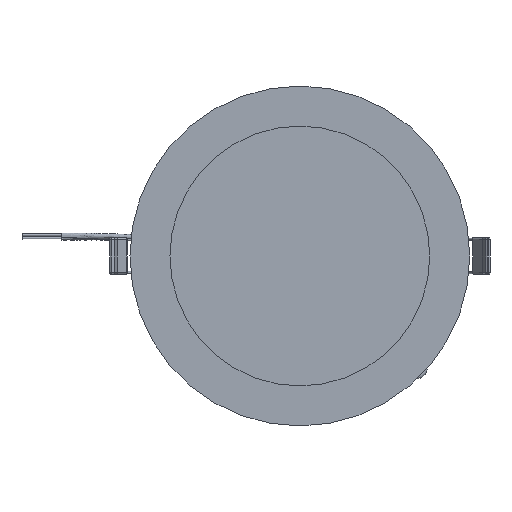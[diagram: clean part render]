
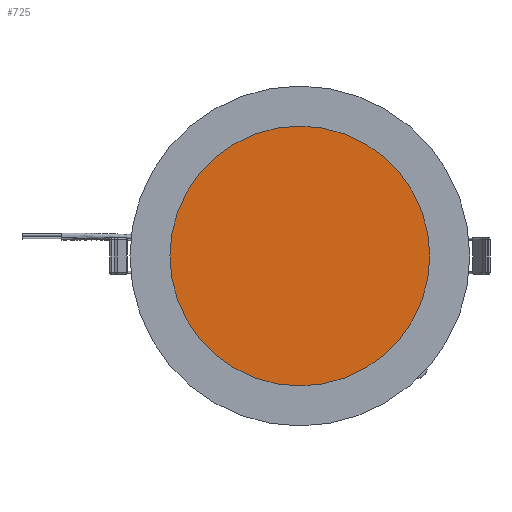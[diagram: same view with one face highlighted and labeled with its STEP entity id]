
A CAD part, front view. The second image highlights one B-rep face of the part: STEP entity #725.
In plain terms, the highlighted planar face has unit normal (0, -1, 0).
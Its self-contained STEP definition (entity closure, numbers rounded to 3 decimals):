
#403 = DIRECTION ( 'NONE',  ( 0., 0., -1. ) ) ;
#422 = DIRECTION ( 'NONE',  ( 0., -1., 0. ) ) ;
#436 = PLANE ( 'NONE',  #4641 ) ;
#522 = CARTESIAN_POINT ( 'NONE',  ( 0., 2., 0. ) ) ;
#725 = ADVANCED_FACE ( 'NONE', ( #7826 ), #436, .T. ) ;
#1386 = EDGE_CURVE ( 'NONE', #2884, #2884, #7030, .T. ) ;
#1743 = ORIENTED_EDGE ( 'NONE', *, *, #1386, .T. ) ;
#2884 = VERTEX_POINT ( 'NONE', #4134 ) ;
#2902 = EDGE_LOOP ( 'NONE', ( #1743 ) ) ;
#4134 = CARTESIAN_POINT ( 'NONE',  ( 0., 2., -65. ) ) ;
#4641 = AXIS2_PLACEMENT_3D ( 'NONE', #522, #422, #403 ) ;
#5655 = AXIS2_PLACEMENT_3D ( 'NONE', #9149, #9136, #9111 ) ;
#7030 = CIRCLE ( 'NONE', #5655, 65. ) ;
#7826 = FACE_OUTER_BOUND ( 'NONE', #2902, .T. ) ;
#9111 = DIRECTION ( 'NONE',  ( 0., 0., -1. ) ) ;
#9136 = DIRECTION ( 'NONE',  ( 0., -1., 0. ) ) ;
#9149 = CARTESIAN_POINT ( 'NONE',  ( 0., 2., 0. ) ) ;
